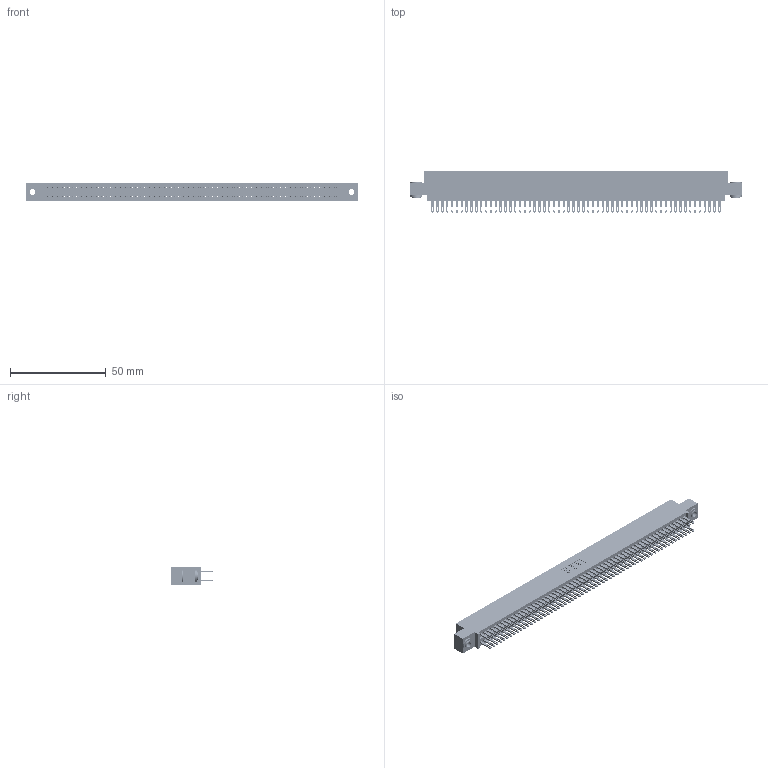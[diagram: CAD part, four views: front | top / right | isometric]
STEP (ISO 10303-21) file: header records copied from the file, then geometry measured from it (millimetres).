
FILE_DESCRIPTION (( 'STEP AP203' ), '1' );
FILE_NAME ('895-120-500-503.STEP', '2020-10-13T15:00:10', ( '' ), ( '' ), 'SwSTEP 2.0', 'SolidWorks 2020', '' );
FILE_SCHEMA (( 'CONFIG_CONTROL_DESIGN' ));
Length unit declared in the file: inch
Products named in the file (4): 895-120-500-503; 345-250-002_345-250-002-102; 845 Part_0.110 Offset - 0.156 Dia-TH; 345-292-001_345-293-100
Assembly tree (123 placements, depth 2):
  895-120-500-503
    845 Part_0.110 Offset - 0.156 Dia-TH
    345-292-001_345-293-100  x120
    345-250-002_345-250-002-102  x2
Bounding box: 173.61 x 21.51 x 9.4 mm (x, y, z)
Volume: 17344.4 mm3; surface area: 27508.2 mm2
Topology: 123 solids, 123 shells, 5688 faces, 17349 edges, 11562 vertices
Faces by surface type: plane 3334, cylinder 2346, cone 8
Entity records: 45366 total; most frequent: CARTESIAN_POINT 7563, ORIENTED_EDGE 7490, DIRECTION 6679, EDGE_CURVE 3745, LINE 3345, VECTOR 3345, VERTEX_POINT 2494, AXIS2_PLACEMENT_3D 1667
